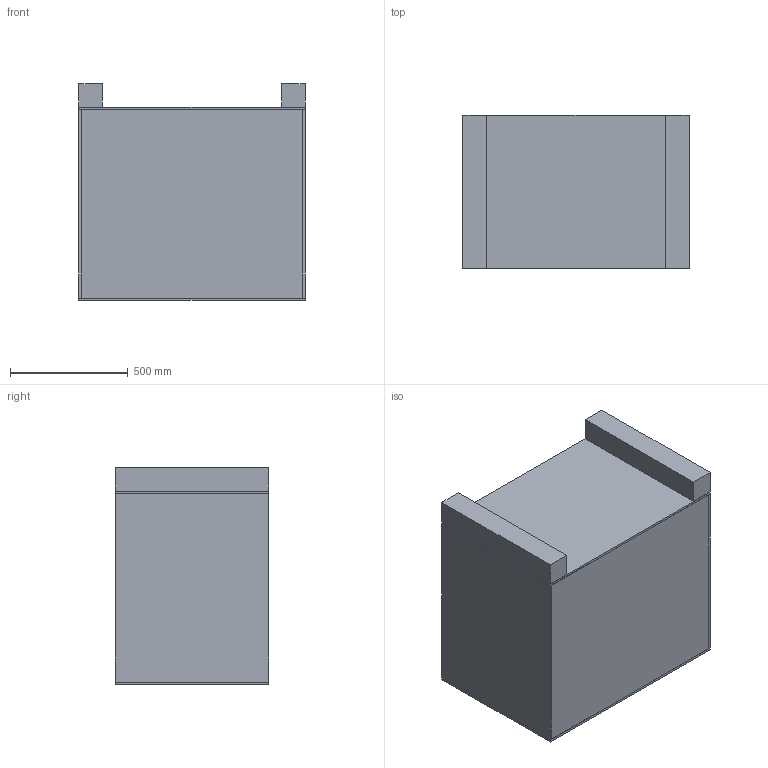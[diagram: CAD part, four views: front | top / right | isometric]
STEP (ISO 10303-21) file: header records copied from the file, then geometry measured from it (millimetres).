
FILE_DESCRIPTION (( 'STEP AP214' ), '1' );
FILE_NAME ('MS001-C.07.013MB.1.1 MS001-C婦蚾躂眊.STEP', '2021-08-27T12:21:38', ( '' ), ( '' ), 'SwSTEP 2.0', 'SolidWorks 2016', '' );
FILE_SCHEMA (( 'AUTOMOTIVE_DESIGN' ));
Length unit declared in the file: millimetre
Products named in the file (5): MS001-C.07.013MB.1.1 MS001-C婦蚾躂眊; 階啣; 耜啣; 淏啣; 菁迖躂眊
Assembly tree (6 placements, depth 2):
  MS001-C.07.013MB.1.1 MS001-C婦蚾躂眊
    菁迖躂眊
    階啣
    耜啣  x2
    淏啣  x2
Bounding box: 960 x 650 x 920 mm (x, y, z)
Volume: 50920000 mm3; surface area: 8336000 mm2
Topology: 8 solids, 8 shells, 48 faces, 96 edges, 64 vertices
Faces by surface type: plane 48
Entity records: 1148 total; most frequent: CARTESIAN_POINT 165, DIRECTION 162, ORIENTED_EDGE 144, EDGE_CURVE 72, VECTOR 72, LINE 72, VERTEX_POINT 48, AXIS2_PLACEMENT_3D 45
